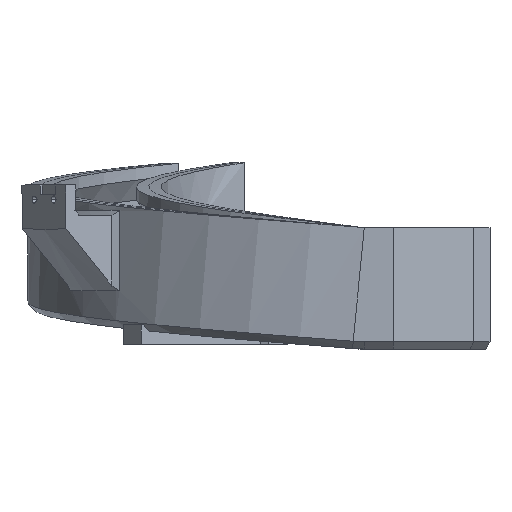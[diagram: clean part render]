
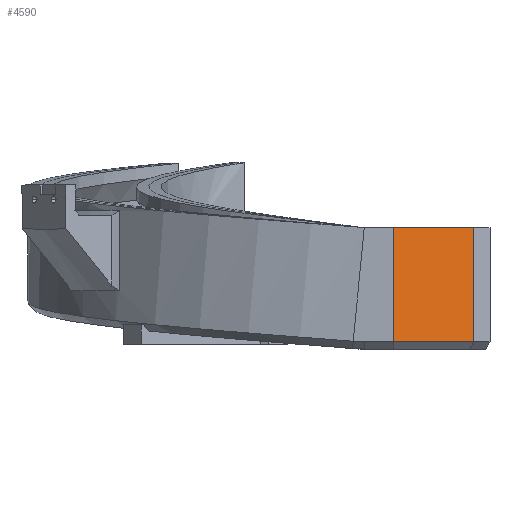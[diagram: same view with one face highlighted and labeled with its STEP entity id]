
A CAD part, top view. The second image highlights one B-rep face of the part: STEP entity #4590.
In plain terms, the highlighted planar face has unit normal (0.317, 0, 0.948).
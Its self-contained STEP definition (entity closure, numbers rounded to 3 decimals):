
#264 = EDGE_CURVE ( 'NONE', #605, #3473, #3151, .T. ) ;
#339 = B_SPLINE_CURVE_WITH_KNOTS ( 'NONE', 3,
 ( #5021, #4038, #5095, #5131 ),
 .UNSPECIFIED., .F., .F.,
 ( 4, 4 ),
 ( 0., 1. ),
 .UNSPECIFIED. ) ;
#605 = VERTEX_POINT ( 'NONE', #6607 ) ;
#612 = ORIENTED_EDGE ( 'NONE', *, *, #1178, .T. ) ;
#750 = PLANE ( 'NONE',  #1724 ) ;
#893 = DIRECTION ( 'NONE',  ( 0., -1., 0. ) ) ;
#951 = DIRECTION ( 'NONE',  ( 0.948, 0., -0.317 ) ) ;
#1178 = EDGE_CURVE ( 'NONE', #4664, #605, #3135, .T. ) ;
#1596 = CARTESIAN_POINT ( 'NONE',  ( 54.391, -24.606, 155.594 ) ) ;
#1724 = AXIS2_PLACEMENT_3D ( 'NONE', #5238, #4622, #6823 ) ;
#2525 = CARTESIAN_POINT ( 'NONE',  ( 21.291, -24.606, 166.669 ) ) ;
#2559 = ORIENTED_EDGE ( 'NONE', *, *, #6787, .T. ) ;
#2638 = LINE ( 'NONE', #5915, #2835 ) ;
#2835 = VECTOR ( 'NONE', #951, 1000. ) ;
#3114 = DIRECTION ( 'NONE',  ( 0.948, 0., -0.317 ) ) ;
#3135 = LINE ( 'NONE', #5312, #6242 ) ;
#3151 = LINE ( 'NONE', #2525, #6217 ) ;
#3358 = VERTEX_POINT ( 'NONE', #4724 ) ;
#3449 = ORIENTED_EDGE ( 'NONE', *, *, #264, .T. ) ;
#3473 = VERTEX_POINT ( 'NONE', #1596 ) ;
#4038 = CARTESIAN_POINT ( 'NONE',  ( 54.391, -8.939, 155.594 ) ) ;
#4590 = ADVANCED_FACE ( 'NONE', ( #6858 ), #750, .T. ) ;
#4622 = DIRECTION ( 'NONE',  ( 0.317, 0., 0.948 ) ) ;
#4664 = VERTEX_POINT ( 'NONE', #6425 ) ;
#4724 = CARTESIAN_POINT ( 'NONE',  ( 54.391, 22.394, 155.594 ) ) ;
#5021 = CARTESIAN_POINT ( 'NONE',  ( 54.391, -24.606, 155.594 ) ) ;
#5095 = CARTESIAN_POINT ( 'NONE',  ( 54.391, 6.727, 155.594 ) ) ;
#5131 = CARTESIAN_POINT ( 'NONE',  ( 54.391, 22.394, 155.594 ) ) ;
#5169 = EDGE_LOOP ( 'NONE', ( #3449, #2559, #5792, #612 ) ) ;
#5238 = CARTESIAN_POINT ( 'NONE',  ( 52.296, 0., 156.295 ) ) ;
#5312 = CARTESIAN_POINT ( 'NONE',  ( 21.291, 0., 166.669 ) ) ;
#5792 = ORIENTED_EDGE ( 'NONE', *, *, #5940, .F. ) ;
#5915 = CARTESIAN_POINT ( 'NONE',  ( 21.291, 22.394, 166.669 ) ) ;
#5940 = EDGE_CURVE ( 'NONE', #4664, #3358, #2638, .T. ) ;
#6217 = VECTOR ( 'NONE', #3114, 1000. ) ;
#6242 = VECTOR ( 'NONE', #893, 1000. ) ;
#6425 = CARTESIAN_POINT ( 'NONE',  ( 21.291, 22.394, 166.669 ) ) ;
#6607 = CARTESIAN_POINT ( 'NONE',  ( 21.291, -24.606, 166.669 ) ) ;
#6787 = EDGE_CURVE ( 'NONE', #3473, #3358, #339, .T. ) ;
#6823 = DIRECTION ( 'NONE',  ( 0.948, 0., -0.317 ) ) ;
#6858 = FACE_OUTER_BOUND ( 'NONE', #5169, .T. ) ;
